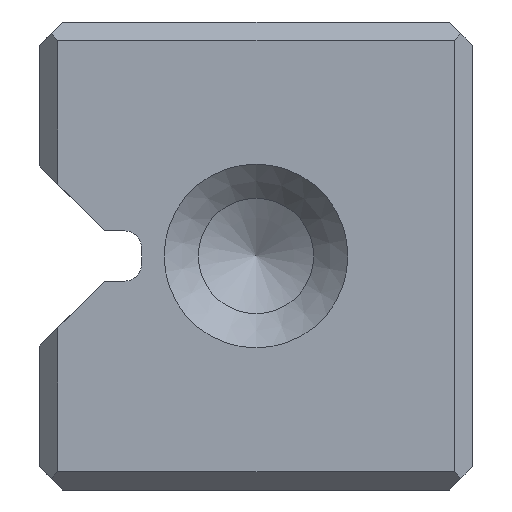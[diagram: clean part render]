
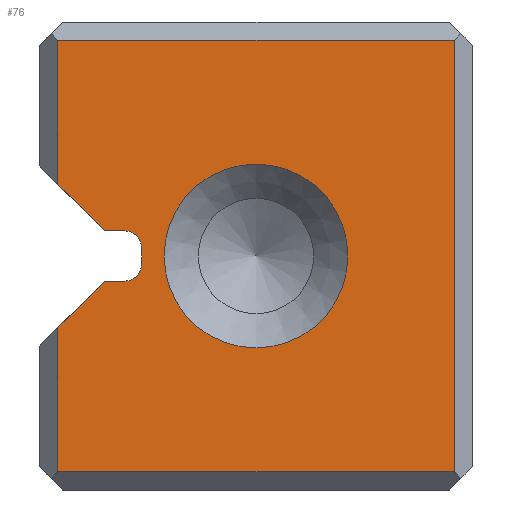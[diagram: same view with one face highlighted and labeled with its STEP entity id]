
A CAD part, left-side view. The second image highlights one B-rep face of the part: STEP entity #76.
In plain terms, the highlighted planar face has unit normal (-1, 0, 0).
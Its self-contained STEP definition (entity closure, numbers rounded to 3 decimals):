
#76=ADVANCED_FACE('',(#148,#149),#120,.T.);
#120=PLANE('',#788);
#148=FACE_BOUND('',#190,.T.);
#149=FACE_BOUND('',#191,.T.);
#190=EDGE_LOOP('',(#276,#277,#278,#279,#280,#281,#282,#283,#284,#285,#286,
#287));
#191=EDGE_LOOP('',(#288));
#254=CIRCLE('',#785,1.);
#255=CIRCLE('',#786,1.);
#256=CIRCLE('',#787,5.5);
#276=ORIENTED_EDGE('',*,*,#540,.T.);
#277=ORIENTED_EDGE('',*,*,#541,.T.);
#278=ORIENTED_EDGE('',*,*,#542,.T.);
#279=ORIENTED_EDGE('',*,*,#543,.T.);
#280=ORIENTED_EDGE('',*,*,#544,.T.);
#281=ORIENTED_EDGE('',*,*,#545,.T.);
#282=ORIENTED_EDGE('',*,*,#546,.T.);
#283=ORIENTED_EDGE('',*,*,#547,.F.);
#284=ORIENTED_EDGE('',*,*,#548,.T.);
#285=ORIENTED_EDGE('',*,*,#549,.F.);
#286=ORIENTED_EDGE('',*,*,#550,.T.);
#287=ORIENTED_EDGE('',*,*,#551,.F.);
#288=ORIENTED_EDGE('',*,*,#552,.F.);
#468=VERTEX_POINT('',#1061);
#469=VERTEX_POINT('',#1062);
#470=VERTEX_POINT('',#1064);
#471=VERTEX_POINT('',#1066);
#472=VERTEX_POINT('',#1068);
#473=VERTEX_POINT('',#1070);
#474=VERTEX_POINT('',#1072);
#475=VERTEX_POINT('',#1074);
#476=VERTEX_POINT('',#1076);
#477=VERTEX_POINT('',#1078);
#478=VERTEX_POINT('',#1080);
#479=VERTEX_POINT('',#1082);
#480=VERTEX_POINT('',#1085);
#540=EDGE_CURVE('',#468,#469,#636,.T.);
#541=EDGE_CURVE('',#469,#470,#637,.T.);
#542=EDGE_CURVE('',#470,#471,#638,.T.);
#543=EDGE_CURVE('',#471,#472,#639,.T.);
#544=EDGE_CURVE('',#472,#473,#640,.T.);
#545=EDGE_CURVE('',#473,#474,#641,.T.);
#546=EDGE_CURVE('',#474,#475,#642,.T.);
#547=EDGE_CURVE('',#476,#475,#643,.T.);
#548=EDGE_CURVE('',#476,#477,#254,.T.);
#549=EDGE_CURVE('',#478,#477,#644,.T.);
#550=EDGE_CURVE('',#478,#479,#255,.T.);
#551=EDGE_CURVE('',#468,#479,#645,.T.);
#552=EDGE_CURVE('',#480,#480,#256,.T.);
#636=LINE('',#1060,#710);
#637=LINE('',#1063,#711);
#638=LINE('',#1065,#712);
#639=LINE('',#1067,#713);
#640=LINE('',#1069,#714);
#641=LINE('',#1071,#715);
#642=LINE('',#1073,#716);
#643=LINE('',#1075,#717);
#644=LINE('',#1079,#718);
#645=LINE('',#1083,#719);
#710=VECTOR('',#853,1.);
#711=VECTOR('',#854,1.);
#712=VECTOR('',#855,1.);
#713=VECTOR('',#856,1.);
#714=VECTOR('',#857,1.);
#715=VECTOR('',#858,1.);
#716=VECTOR('',#859,1.);
#717=VECTOR('',#860,1.);
#718=VECTOR('',#863,1.);
#719=VECTOR('',#866,1.);
#785=AXIS2_PLACEMENT_3D('',#1077,#861,#862);
#786=AXIS2_PLACEMENT_3D('',#1081,#864,#865);
#787=AXIS2_PLACEMENT_3D('',#1084,#867,#868);
#788=AXIS2_PLACEMENT_3D('',#1086,#869,#870);
#853=DIRECTION('',(0.,0.707,-0.707));
#854=DIRECTION('',(0.,0.,-1.));
#855=DIRECTION('',(0.,-1.,0.));
#856=DIRECTION('',(0.,0.,1.));
#857=DIRECTION('',(0.,1.,0.));
#858=DIRECTION('',(0.,0.,-1.));
#859=DIRECTION('',(0.,-0.707,-0.707));
#860=DIRECTION('',(0.,1.,0.));
#861=DIRECTION('',(1.,0.,0.));
#862=DIRECTION('',(0.,0.,1.));
#863=DIRECTION('',(0.,0.,1.));
#864=DIRECTION('',(1.,0.,0.));
#865=DIRECTION('',(0.,0.,1.));
#866=DIRECTION('',(0.,-1.,0.));
#867=DIRECTION('',(-1.,0.,0.));
#868=DIRECTION('',(0.,0.,1.));
#869=DIRECTION('',(-1.,0.,0.));
#870=DIRECTION('',(0.,-1.,0.));
#1060=CARTESIAN_POINT('',(0.,22.662,11.862));
#1061=CARTESIAN_POINT('',(0.,34.42,0.105));
#1062=CARTESIAN_POINT('',(0.,37.205,-2.68));
#1063=CARTESIAN_POINT('',(0.,37.205,1.605));
#1064=CARTESIAN_POINT('',(0.,37.205,-11.295));
#1065=CARTESIAN_POINT('',(0.,12.405,-11.295));
#1066=CARTESIAN_POINT('',(0.,13.505,-11.295));
#1067=CARTESIAN_POINT('',(0.,13.505,1.605));
#1068=CARTESIAN_POINT('',(0.,13.505,14.505));
#1069=CARTESIAN_POINT('',(0.,12.405,14.505));
#1070=CARTESIAN_POINT('',(0.,37.205,14.505));
#1071=CARTESIAN_POINT('',(0.,37.205,1.605));
#1072=CARTESIAN_POINT('',(0.,37.205,5.89));
#1073=CARTESIAN_POINT('',(0.,22.662,-8.652));
#1074=CARTESIAN_POINT('',(0.,34.42,3.105));
#1075=CARTESIAN_POINT('',(0.,12.405,3.105));
#1076=CARTESIAN_POINT('',(0.,33.205,3.105));
#1077=CARTESIAN_POINT('',(0.,33.205,2.105));
#1078=CARTESIAN_POINT('',(0.,32.205,2.105));
#1079=CARTESIAN_POINT('',(0.,32.205,1.605));
#1080=CARTESIAN_POINT('',(0.,32.205,1.105));
#1081=CARTESIAN_POINT('',(0.,33.205,1.105));
#1082=CARTESIAN_POINT('',(0.,33.205,0.105));
#1083=CARTESIAN_POINT('',(0.,12.405,0.105));
#1084=CARTESIAN_POINT('',(0.,25.355,1.605));
#1085=CARTESIAN_POINT('',(0.,25.355,7.105));
#1086=CARTESIAN_POINT('',(0.,12.405,1.605));
